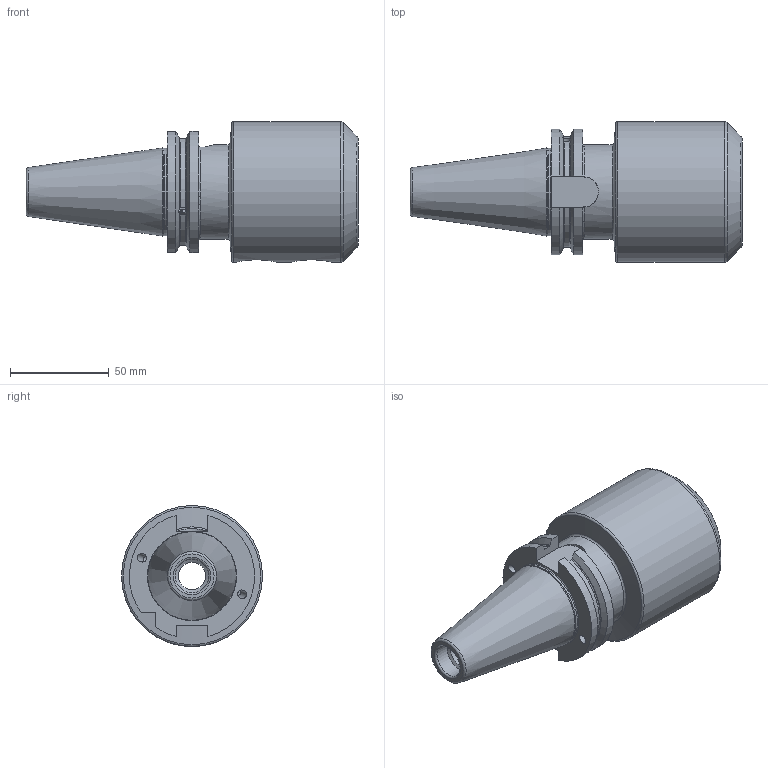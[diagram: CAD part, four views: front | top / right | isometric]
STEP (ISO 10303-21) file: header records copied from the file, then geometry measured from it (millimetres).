
FILE_DESCRIPTION((''),'2;1');
FILE_NAME('7140041-10.stp','2014-03-24T14:19:08',('SCHUESSLER'),(''),'Autodesk Inventor 2012','Autodesk Inventor 2012','');
FILE_SCHEMA(('AUTOMOTIVE_DESIGN { 1 0 10303 214 1 1 1 1 }'));
Length unit declared in the file: millimetre
Products named in the file (1): 7140041-10
Bounding box: 168.4 x 71.5 x 71.5 mm (x, y, z)
Volume: 315395.5 mm3; surface area: 50206.1 mm2
Topology: 1 solids, 1 shells, 92 faces, 261 edges, 171 vertices
Faces by surface type: cylinder 29, plane 26, torus 20, cone 17
Full cylindrical faces by diameter (mm): 2.5 x2, 4.2 x4, 10 x1, 14 x1, 17 x1, 17.835 x2, 32 x1, 33 x1, 44.25 x1, 48 x1, 71.5 x1
Entity records: 3131 total; most frequent: CARTESIAN_POINT 1019, DIRECTION 421, ORIENTED_EDGE 408, EDGE_CURVE 204, AXIS2_PLACEMENT_3D 179, VERTEX_POINT 151, EDGE_LOOP 141, FACE_OUTER_BOUND 91
